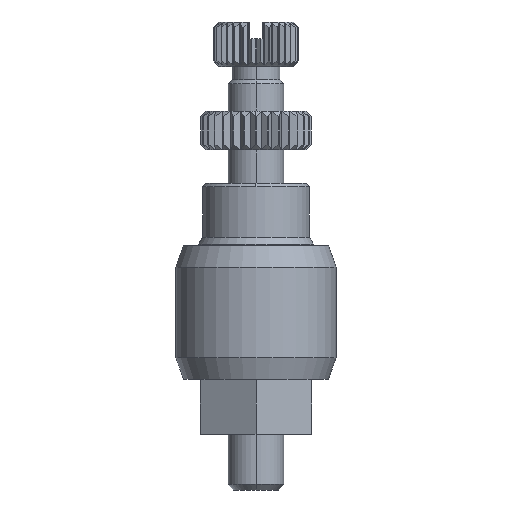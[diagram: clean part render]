
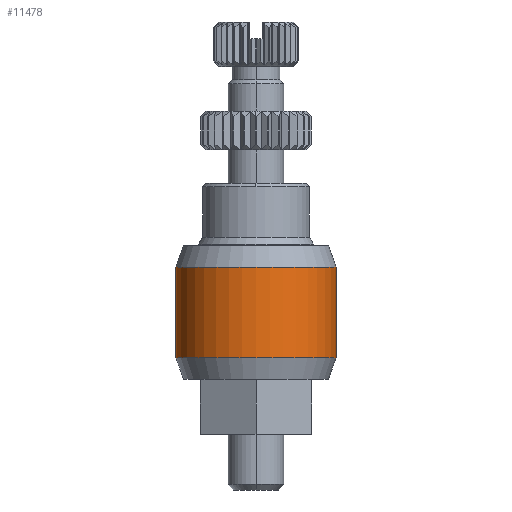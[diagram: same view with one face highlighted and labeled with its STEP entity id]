
A CAD part, left-side view. The second image highlights one B-rep face of the part: STEP entity #11478.
In plain terms, the highlighted cylindrical face has radius 7.2 mm (diameter 14.4 mm), a partial arc.
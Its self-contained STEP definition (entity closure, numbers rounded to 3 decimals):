
#135 = CARTESIAN_POINT ( 'NONE',  ( 44.215, 12.42, 7.033 ) ) ;
#1110 = DIRECTION ( 'NONE',  ( 0., -1., 0. ) ) ;
#3925 = EDGE_CURVE ( 'NONE', #19846, #26097, #9930, .T. ) ;
#4535 = EDGE_LOOP ( 'NONE', ( #24036, #20539, #8965, #26060 ) ) ;
#6334 = CARTESIAN_POINT ( 'NONE',  ( 44.215, 19.62, 7.033 ) ) ;
#7186 = DIRECTION ( 'NONE',  ( 0., 0., -1. ) ) ;
#8643 = DIRECTION ( 'NONE',  ( 0., 0., -1. ) ) ;
#8899 = CARTESIAN_POINT ( 'NONE',  ( 44.215, 19.62, -1.121 ) ) ;
#8965 = ORIENTED_EDGE ( 'NONE', *, *, #15824, .T. ) ;
#9930 = LINE ( 'NONE', #18128, #18837 ) ;
#10719 = CYLINDRICAL_SURFACE ( 'NONE', #25264, 7.2 ) ;
#10755 = CARTESIAN_POINT ( 'NONE',  ( 44.215, 26.82, 2.956 ) ) ;
#11058 = CIRCLE ( 'NONE', #23086, 7.2 ) ;
#11145 = VECTOR ( 'NONE', #17319, 1000. ) ;
#11478 = ADVANCED_FACE ( 'NONE', ( #20656 ), #10719, .T. ) ;
#11751 = CARTESIAN_POINT ( 'NONE',  ( 44.215, 26.82, -1.121 ) ) ;
#12285 = EDGE_CURVE ( 'NONE', #16624, #13264, #23248, .T. ) ;
#13176 = AXIS2_PLACEMENT_3D ( 'NONE', #6334, #8643, #24388 ) ;
#13264 = VERTEX_POINT ( 'NONE', #11751 ) ;
#14599 = CARTESIAN_POINT ( 'NONE',  ( 44.215, 26.82, 7.033 ) ) ;
#15734 = EDGE_CURVE ( 'NONE', #19846, #16624, #16190, .T. ) ;
#15824 = EDGE_CURVE ( 'NONE', #13264, #26097, #11058, .T. ) ;
#16190 = CIRCLE ( 'NONE', #13176, 7.2 ) ;
#16624 = VERTEX_POINT ( 'NONE', #14599 ) ;
#17319 = DIRECTION ( 'NONE',  ( 0., 0., -1. ) ) ;
#18128 = CARTESIAN_POINT ( 'NONE',  ( 44.215, 12.42, 2.956 ) ) ;
#18837 = VECTOR ( 'NONE', #26326, 1000. ) ;
#19846 = VERTEX_POINT ( 'NONE', #135 ) ;
#20539 = ORIENTED_EDGE ( 'NONE', *, *, #12285, .T. ) ;
#20656 = FACE_OUTER_BOUND ( 'NONE', #4535, .T. ) ;
#21446 = CARTESIAN_POINT ( 'NONE',  ( 44.215, 19.62, 2.956 ) ) ;
#23086 = AXIS2_PLACEMENT_3D ( 'NONE', #8899, #25423, #1110 ) ;
#23248 = LINE ( 'NONE', #10755, #11145 ) ;
#24036 = ORIENTED_EDGE ( 'NONE', *, *, #15734, .T. ) ;
#24388 = DIRECTION ( 'NONE',  ( 0., -1., 0. ) ) ;
#25210 = DIRECTION ( 'NONE',  ( 0., -1., 0. ) ) ;
#25264 = AXIS2_PLACEMENT_3D ( 'NONE', #21446, #7186, #25210 ) ;
#25423 = DIRECTION ( 'NONE',  ( 0., 0., 1. ) ) ;
#26060 = ORIENTED_EDGE ( 'NONE', *, *, #3925, .F. ) ;
#26073 = CARTESIAN_POINT ( 'NONE',  ( 44.215, 12.42, -1.121 ) ) ;
#26097 = VERTEX_POINT ( 'NONE', #26073 ) ;
#26326 = DIRECTION ( 'NONE',  ( 0., 0., -1. ) ) ;
